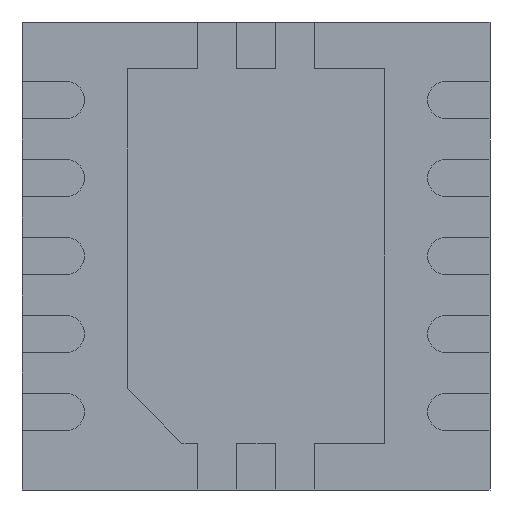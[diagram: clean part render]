
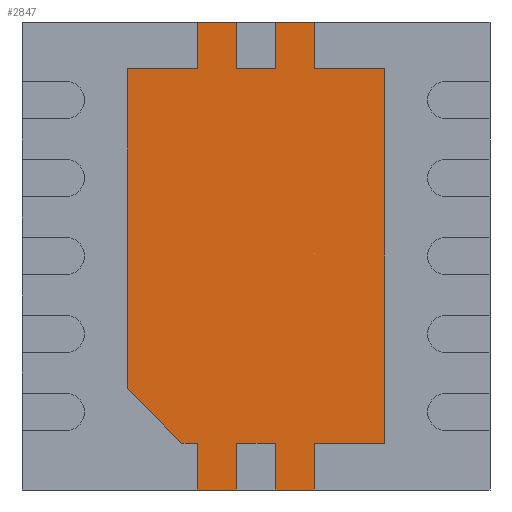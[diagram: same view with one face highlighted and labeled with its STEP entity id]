
A CAD part, front view. The second image highlights one B-rep face of the part: STEP entity #2847.
In plain terms, the highlighted planar face has unit normal (0, -1, 0).
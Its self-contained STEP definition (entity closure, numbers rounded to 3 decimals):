
#315=FACE_OUTER_BOUND('',#471,.T.);
#471=EDGE_LOOP('',(#2488,#2489,#2490,#2491,#2492,#2493,#2494,#2495,#2496,
#2497,#2498,#2499,#2500,#2501,#2502,#2503,#2504,#2505,#2506,#2507,#2508));
#767=LINE('',#4503,#1107);
#772=LINE('',#4514,#1112);
#777=LINE('',#4524,#1117);
#779=LINE('',#4530,#1119);
#799=LINE('',#4568,#1139);
#800=LINE('',#4569,#1140);
#801=LINE('',#4571,#1141);
#802=LINE('',#4573,#1142);
#803=LINE('',#4574,#1143);
#804=LINE('',#4576,#1144);
#805=LINE('',#4578,#1145);
#806=LINE('',#4580,#1146);
#807=LINE('',#4582,#1147);
#808=LINE('',#4583,#1148);
#809=LINE('',#4585,#1149);
#810=LINE('',#4587,#1150);
#811=LINE('',#4588,#1151);
#812=LINE('',#4590,#1152);
#813=LINE('',#4592,#1153);
#814=LINE('',#4594,#1154);
#815=LINE('',#4595,#1155);
#1107=VECTOR('',#3724,1000.);
#1112=VECTOR('',#3731,1000.);
#1117=VECTOR('',#3738,1000.);
#1119=VECTOR('',#3742,1000.);
#1139=VECTOR('',#3766,1000.);
#1140=VECTOR('',#3767,1000.);
#1141=VECTOR('',#3768,1000.);
#1142=VECTOR('',#3769,1000.);
#1143=VECTOR('',#3770,1000.);
#1144=VECTOR('',#3771,1000.);
#1145=VECTOR('',#3772,1000.);
#1146=VECTOR('',#3773,1000.);
#1147=VECTOR('',#3774,1000.);
#1148=VECTOR('',#3775,1000.);
#1149=VECTOR('',#3776,1000.);
#1150=VECTOR('',#3777,1000.);
#1151=VECTOR('',#3778,1000.);
#1152=VECTOR('',#3779,1000.);
#1153=VECTOR('',#3780,1000.);
#1154=VECTOR('',#3781,1000.);
#1155=VECTOR('',#3782,1000.);
#1384=VERTEX_POINT('',#4500);
#1385=VERTEX_POINT('',#4502);
#1389=VERTEX_POINT('',#4511);
#1390=VERTEX_POINT('',#4513);
#1392=VERTEX_POINT('',#4518);
#1394=VERTEX_POINT('',#4522);
#1396=VERTEX_POINT('',#4527);
#1397=VERTEX_POINT('',#4529);
#1412=VERTEX_POINT('',#4566);
#1413=VERTEX_POINT('',#4567);
#1414=VERTEX_POINT('',#4570);
#1415=VERTEX_POINT('',#4572);
#1416=VERTEX_POINT('',#4575);
#1417=VERTEX_POINT('',#4577);
#1418=VERTEX_POINT('',#4579);
#1419=VERTEX_POINT('',#4581);
#1420=VERTEX_POINT('',#4584);
#1421=VERTEX_POINT('',#4586);
#1422=VERTEX_POINT('',#4589);
#1423=VERTEX_POINT('',#4591);
#1424=VERTEX_POINT('',#4593);
#1747=EDGE_CURVE('',#1385,#1384,#767,.T.);
#1752=EDGE_CURVE('',#1390,#1389,#772,.T.);
#1757=EDGE_CURVE('',#1392,#1394,#777,.T.);
#1759=EDGE_CURVE('',#1397,#1396,#779,.T.);
#1779=EDGE_CURVE('',#1412,#1413,#799,.T.);
#1780=EDGE_CURVE('',#1413,#1390,#800,.T.);
#1781=EDGE_CURVE('',#1389,#1414,#801,.T.);
#1782=EDGE_CURVE('',#1414,#1415,#802,.T.);
#1783=EDGE_CURVE('',#1415,#1385,#803,.T.);
#1784=EDGE_CURVE('',#1384,#1416,#804,.T.);
#1785=EDGE_CURVE('',#1416,#1417,#805,.T.);
#1786=EDGE_CURVE('',#1417,#1418,#806,.T.);
#1787=EDGE_CURVE('',#1418,#1419,#807,.T.);
#1788=EDGE_CURVE('',#1419,#1397,#808,.T.);
#1789=EDGE_CURVE('',#1396,#1420,#809,.T.);
#1790=EDGE_CURVE('',#1420,#1421,#810,.T.);
#1791=EDGE_CURVE('',#1421,#1392,#811,.T.);
#1792=EDGE_CURVE('',#1394,#1422,#812,.T.);
#1793=EDGE_CURVE('',#1422,#1423,#813,.T.);
#1794=EDGE_CURVE('',#1423,#1424,#814,.T.);
#1795=EDGE_CURVE('',#1424,#1412,#815,.T.);
#2488=ORIENTED_EDGE('',*,*,#1779,.T.);
#2489=ORIENTED_EDGE('',*,*,#1780,.T.);
#2490=ORIENTED_EDGE('',*,*,#1752,.T.);
#2491=ORIENTED_EDGE('',*,*,#1781,.T.);
#2492=ORIENTED_EDGE('',*,*,#1782,.T.);
#2493=ORIENTED_EDGE('',*,*,#1783,.T.);
#2494=ORIENTED_EDGE('',*,*,#1747,.T.);
#2495=ORIENTED_EDGE('',*,*,#1784,.T.);
#2496=ORIENTED_EDGE('',*,*,#1785,.T.);
#2497=ORIENTED_EDGE('',*,*,#1786,.T.);
#2498=ORIENTED_EDGE('',*,*,#1787,.T.);
#2499=ORIENTED_EDGE('',*,*,#1788,.T.);
#2500=ORIENTED_EDGE('',*,*,#1759,.T.);
#2501=ORIENTED_EDGE('',*,*,#1789,.T.);
#2502=ORIENTED_EDGE('',*,*,#1790,.T.);
#2503=ORIENTED_EDGE('',*,*,#1791,.T.);
#2504=ORIENTED_EDGE('',*,*,#1757,.T.);
#2505=ORIENTED_EDGE('',*,*,#1792,.T.);
#2506=ORIENTED_EDGE('',*,*,#1793,.T.);
#2507=ORIENTED_EDGE('',*,*,#1794,.T.);
#2508=ORIENTED_EDGE('',*,*,#1795,.T.);
#2692=PLANE('',#3072);
#2847=ADVANCED_FACE('',(#315),#2692,.T.);
#3072=AXIS2_PLACEMENT_3D('',#4565,#3764,#3765);
#3724=DIRECTION('',(1.,0.,0.));
#3731=DIRECTION('',(1.,0.,0.));
#3738=DIRECTION('',(-1.,0.,0.));
#3742=DIRECTION('',(-1.,0.,0.));
#3764=DIRECTION('center_axis',(0.,-1.,0.));
#3765=DIRECTION('ref_axis',(0.,0.,-1.));
#3766=DIRECTION('',(0.,0.,-1.));
#3767=DIRECTION('',(0.707,0.,-0.707));
#3768=DIRECTION('',(0.,0.,-1.));
#3769=DIRECTION('',(1.,0.,0.));
#3770=DIRECTION('',(0.,0.,1.));
#3771=DIRECTION('',(0.,0.,-1.));
#3772=DIRECTION('',(1.,0.,0.));
#3773=DIRECTION('',(0.,0.,1.));
#3774=DIRECTION('',(1.,0.,0.));
#3775=DIRECTION('',(0.,0.,1.));
#3776=DIRECTION('',(0.,0.,1.));
#3777=DIRECTION('',(-1.,0.,0.));
#3778=DIRECTION('',(0.,0.,-1.));
#3779=DIRECTION('',(0.,0.,1.));
#3780=DIRECTION('',(-1.,0.,0.));
#3781=DIRECTION('',(0.,0.,-1.));
#3782=DIRECTION('',(-1.,0.,0.));
#4500=CARTESIAN_POINT('',(0.125,0.,-1.2));
#4502=CARTESIAN_POINT('',(-0.125,0.,-1.2));
#4503=CARTESIAN_POINT('',(0.825,0.,-1.2));
#4511=CARTESIAN_POINT('',(-0.375,0.,-1.2));
#4513=CARTESIAN_POINT('',(-0.475,0.,-1.2));
#4514=CARTESIAN_POINT('',(0.825,0.,-1.2));
#4518=CARTESIAN_POINT('',(0.125,0.,1.2));
#4522=CARTESIAN_POINT('',(-0.125,0.,1.2));
#4524=CARTESIAN_POINT('',(0.825,0.,1.2));
#4527=CARTESIAN_POINT('',(0.375,0.,1.2));
#4529=CARTESIAN_POINT('',(0.825,0.,1.2));
#4530=CARTESIAN_POINT('',(0.825,0.,1.2));
#4565=CARTESIAN_POINT('Origin',(0.,0.,0.));
#4566=CARTESIAN_POINT('',(-0.825,0.,1.2));
#4567=CARTESIAN_POINT('',(-0.825,0.,-0.85));
#4568=CARTESIAN_POINT('',(-0.825,0.,-0.85));
#4569=CARTESIAN_POINT('',(-0.475,0.,-1.2));
#4570=CARTESIAN_POINT('',(-0.375,0.,-1.5));
#4571=CARTESIAN_POINT('',(-0.375,0.,-1.2));
#4572=CARTESIAN_POINT('',(-0.125,0.,-1.5));
#4573=CARTESIAN_POINT('',(-0.375,0.,-1.5));
#4574=CARTESIAN_POINT('',(-0.125,0.,-1.2));
#4575=CARTESIAN_POINT('',(0.125,0.,-1.5));
#4576=CARTESIAN_POINT('',(0.125,0.,-1.2));
#4577=CARTESIAN_POINT('',(0.375,0.,-1.5));
#4578=CARTESIAN_POINT('',(0.125,0.,-1.5));
#4579=CARTESIAN_POINT('',(0.375,0.,-1.2));
#4580=CARTESIAN_POINT('',(0.375,0.,-1.2));
#4581=CARTESIAN_POINT('',(0.825,0.,-1.2));
#4582=CARTESIAN_POINT('',(0.825,0.,-1.2));
#4583=CARTESIAN_POINT('',(0.825,0.,-1.2));
#4584=CARTESIAN_POINT('',(0.375,0.,1.5));
#4585=CARTESIAN_POINT('',(0.375,0.,1.2));
#4586=CARTESIAN_POINT('',(0.125,0.,1.5));
#4587=CARTESIAN_POINT('',(0.125,0.,1.5));
#4588=CARTESIAN_POINT('',(0.125,0.,1.2));
#4589=CARTESIAN_POINT('',(-0.125,0.,1.5));
#4590=CARTESIAN_POINT('',(-0.125,0.,1.2));
#4591=CARTESIAN_POINT('',(-0.375,0.,1.5));
#4592=CARTESIAN_POINT('',(-0.375,0.,1.5));
#4593=CARTESIAN_POINT('',(-0.375,0.,1.2));
#4594=CARTESIAN_POINT('',(-0.375,0.,1.2));
#4595=CARTESIAN_POINT('',(0.825,0.,1.2));
